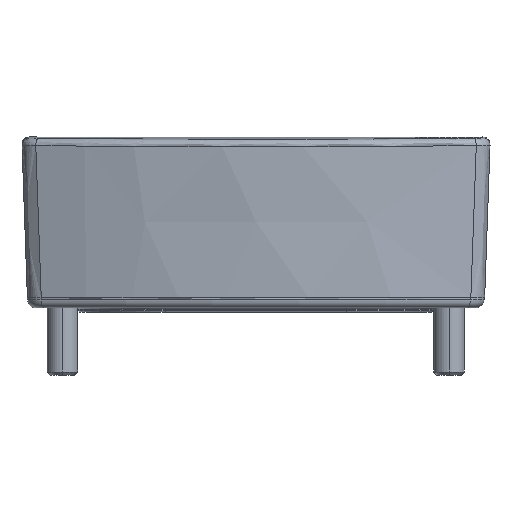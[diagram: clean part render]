
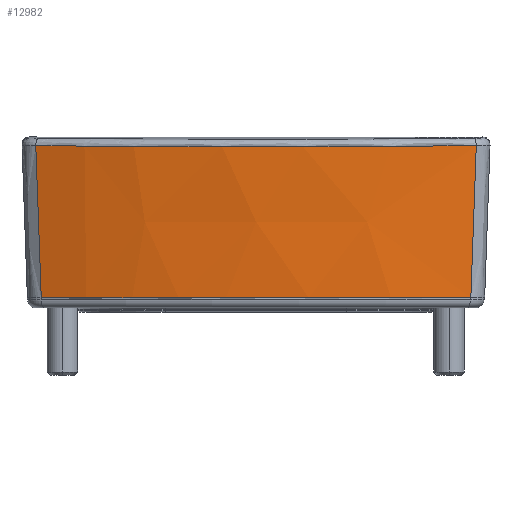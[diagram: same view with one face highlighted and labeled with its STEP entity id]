
A CAD part, left-side view. The second image highlights one B-rep face of the part: STEP entity #12982.
In plain terms, the highlighted conical face has half-angle 2 degrees and reference radius 66.226 mm.
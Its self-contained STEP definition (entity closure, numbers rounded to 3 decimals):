
#1964=CARTESIAN_POINT('',(0.806,-0.025,
-0.505));
#1965=DIRECTION('',(0.,0.,-1.));
#1966=DIRECTION('',(-0.947,-0.32,0.));
#1967=AXIS2_PLACEMENT_3D('',#1964,#1965,#1966);
#1998=DIRECTION('',(-0.025,-0.036,0.999));
#1999=VECTOR('',#1998,14.953);
#2000=CARTESIAN_POINT('',(-61.691,-21.131,
-0.505));
#2001=LINE('',#2000,#1999);
#2002=CARTESIAN_POINT('',(-64.716,7.57,
-0.499));
#2003=CARTESIAN_POINT('',(-64.776,7.056,
-0.499));
#2004=CARTESIAN_POINT('',(-64.877,6.028,
-0.5));
#2005=CARTESIAN_POINT('',(-65.002,4.483,
-0.498));
#2006=CARTESIAN_POINT('',(-65.065,3.451,
-0.502));
#2007=CARTESIAN_POINT('',(-65.089,2.935,
-0.502));
#2009=CARTESIAN_POINT('',(0.806,-0.025,
-0.5));
#2010=DIRECTION('',(0.,0.,1.));
#2011=DIRECTION('',(-0.947,0.32,0.));
#2012=AXIS2_PLACEMENT_3D('',#2009,#2010,#2011);
#2014=DIRECTION('',(0.026,-0.036,-0.999));
#2015=VECTOR('',#2014,14.95);
#2016=CARTESIAN_POINT('',(-62.061,21.614,14.435));
#2017=LINE('',#2016,#2015);
#2018=CARTESIAN_POINT('',(-62.061,-21.664,
14.435));
#2019=CARTESIAN_POINT('',(-63.267,-18.158,
14.407));
#2020=CARTESIAN_POINT('',(-65.062,-11.046,
14.355));
#2021=CARTESIAN_POINT('',(-65.715,-3.282,
14.336));
#2022=CARTESIAN_POINT('',(-65.668,1.354,14.337));
#2023=CARTESIAN_POINT('',(-65.61,3.199,14.339));
#2024=CARTESIAN_POINT('',(-65.41,6.412,14.345));
#2025=CARTESIAN_POINT('',(-64.614,12.771,14.368));
#2026=CARTESIAN_POINT('',(-63.267,18.108,14.407));
#2027=CARTESIAN_POINT('',(-62.061,21.614,14.435));
#2029=CARTESIAN_POINT('',(-61.691,-21.131,
-0.505));
#8646=CARTESIAN_POINT('',(-65.085,2.935,-0.499));
#8648=VERTEX_POINT('',#8646);
#8666=VERTEX_POINT('',#2029);
#8728=CARTESIAN_POINT('',(-62.061,-21.664,
14.435));
#8729=VERTEX_POINT('',#8728);
#8730=VERTEX_POINT('',#2027);
#8731=CARTESIAN_POINT('',(-61.678,21.075,
-0.5));
#8732=VERTEX_POINT('',#8731);
#8733=CARTESIAN_POINT('',(-64.721,7.57,
-0.5));
#8734=VERTEX_POINT('',#8733);
#12966=CARTESIAN_POINT('',(0.806,-0.025,
6.965));
#12967=DIRECTION('',(0.,0.,1.));
#12968=DIRECTION('',(0.,1.,0.));
#12969=AXIS2_PLACEMENT_3D('',#12966,#12967,#12968);
#12970=CONICAL_SURFACE('',#12969,66.226,2.);
#12972=ORIENTED_EDGE('',*,*,#12971,.F.);
#12973=ORIENTED_EDGE('',*,*,#12946,.T.);
#12974=ORIENTED_EDGE('',*,*,#12886,.F.);
#12975=ORIENTED_EDGE('',*,*,#12884,.F.);
#12977=ORIENTED_EDGE('',*,*,#12976,.F.);
#12979=ORIENTED_EDGE('',*,*,#12978,.F.);
#12980=EDGE_LOOP('',(#12972,#12973,#12974,#12975,#12977,#12979));
#12981=FACE_OUTER_BOUND('',#12980,.F.);
#12982=ADVANCED_FACE('',(#12981),#12970,.T.);
#1968=CIRCLE('',#1967,65.965);
#2008=B_SPLINE_CURVE_WITH_KNOTS('',3,(#2002,#2003,#2004,#2005,#2006,#2007),
.UNSPECIFIED.,.F.,.F.,(4,1,1,4),(0.,0.333,0.667,1.),
.UNSPECIFIED.);
#2013=CIRCLE('',#2012,65.965);
#2028=B_SPLINE_CURVE_WITH_KNOTS('',3,(#2018,#2019,#2020,#2021,#2022,#2023,#2024,
#2025,#2026,#2027),.UNSPECIFIED.,.F.,.F.,(4,1,1,1,1,1,1,4),(0.,0.25,0.5,
0.531,0.563,0.625,0.75,1.),.UNSPECIFIED.);
#12884=EDGE_CURVE('',#8732,#8734,#2013,.T.);
#12886=EDGE_CURVE('',#8734,#8648,#2008,.T.);
#12946=EDGE_CURVE('',#8666,#8648,#1968,.T.);
#12971=EDGE_CURVE('',#8666,#8729,#2001,.T.);
#12976=EDGE_CURVE('',#8730,#8732,#2017,.T.);
#12978=EDGE_CURVE('',#8729,#8730,#2028,.T.);
